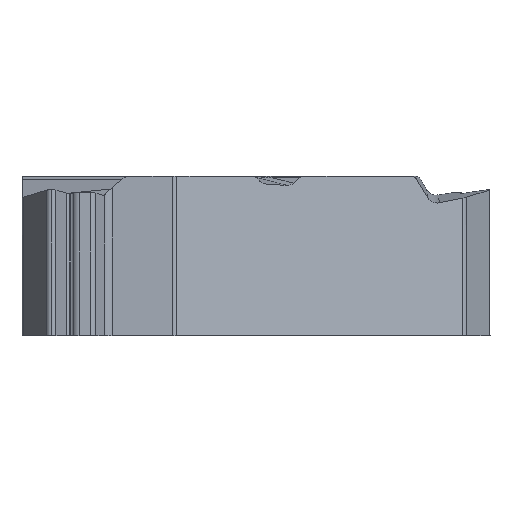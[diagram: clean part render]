
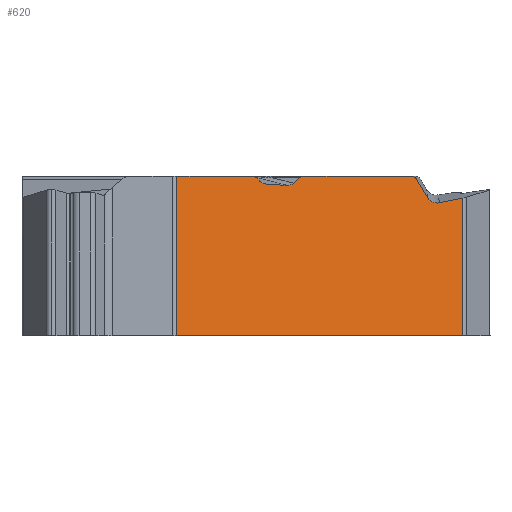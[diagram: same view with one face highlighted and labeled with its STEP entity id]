
A CAD part, front view. The second image highlights one B-rep face of the part: STEP entity #620.
In plain terms, the highlighted planar face has unit normal (0.5, -0.866, 0).
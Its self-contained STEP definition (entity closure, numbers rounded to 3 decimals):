
#58=PLANE('',#2084);
#112=FACE_OUTER_BOUND('',#787,.T.);
#213=ELLIPSE('',#2078,0.368,0.32);
#214=ELLIPSE('',#2079,0.177,0.15);
#215=ELLIPSE('',#2080,0.167,0.15);
#216=ELLIPSE('',#2081,0.314,0.3);
#217=ELLIPSE('',#2082,0.314,0.3);
#218=ELLIPSE('',#2083,0.15,0.15);
#314=LINE('',#3495,#485);
#315=LINE('',#3499,#486);
#316=LINE('',#3501,#487);
#317=LINE('',#3503,#488);
#318=LINE('',#3507,#489);
#319=LINE('',#3511,#490);
#320=LINE('',#3515,#491);
#321=LINE('',#3519,#492);
#322=LINE('',#3523,#493);
#323=LINE('',#3527,#494);
#485=VECTOR('',#2406,1.);
#486=VECTOR('',#2411,1.);
#487=VECTOR('',#2412,1.);
#488=VECTOR('',#2413,1.);
#489=VECTOR('',#2416,1.);
#490=VECTOR('',#2419,1.);
#491=VECTOR('',#2422,1.);
#492=VECTOR('',#2425,1.);
#493=VECTOR('',#2428,1.);
#494=VECTOR('',#2431,1.);
#620=ADVANCED_FACE('',(#112),#58,.F.);
#787=EDGE_LOOP('',(#991,#992,#993,#994,#995,#996,#997,#998,#999,#1000,#1001,
#1002,#1003,#1004,#1005,#1006));
#991=ORIENTED_EDGE('',*,*,#1743,.F.);
#992=ORIENTED_EDGE('',*,*,#1744,.T.);
#993=ORIENTED_EDGE('',*,*,#1745,.T.);
#994=ORIENTED_EDGE('',*,*,#1746,.T.);
#995=ORIENTED_EDGE('',*,*,#1747,.T.);
#996=ORIENTED_EDGE('',*,*,#1748,.F.);
#997=ORIENTED_EDGE('',*,*,#1749,.F.);
#998=ORIENTED_EDGE('',*,*,#1750,.F.);
#999=ORIENTED_EDGE('',*,*,#1751,.T.);
#1000=ORIENTED_EDGE('',*,*,#1752,.T.);
#1001=ORIENTED_EDGE('',*,*,#1753,.T.);
#1002=ORIENTED_EDGE('',*,*,#1754,.T.);
#1003=ORIENTED_EDGE('',*,*,#1755,.T.);
#1004=ORIENTED_EDGE('',*,*,#1756,.F.);
#1005=ORIENTED_EDGE('',*,*,#1757,.F.);
#1006=ORIENTED_EDGE('',*,*,#1741,.T.);
#1531=VERTEX_POINT('',#3494);
#1532=VERTEX_POINT('',#3496);
#1533=VERTEX_POINT('',#3500);
#1534=VERTEX_POINT('',#3502);
#1535=VERTEX_POINT('',#3504);
#1536=VERTEX_POINT('',#3506);
#1537=VERTEX_POINT('',#3508);
#1538=VERTEX_POINT('',#3510);
#1539=VERTEX_POINT('',#3512);
#1540=VERTEX_POINT('',#3514);
#1541=VERTEX_POINT('',#3516);
#1542=VERTEX_POINT('',#3518);
#1543=VERTEX_POINT('',#3520);
#1544=VERTEX_POINT('',#3522);
#1545=VERTEX_POINT('',#3524);
#1546=VERTEX_POINT('',#3526);
#1741=EDGE_CURVE('',#1532,#1531,#314,.T.);
#1743=EDGE_CURVE('',#1533,#1531,#315,.T.);
#1744=EDGE_CURVE('',#1533,#1534,#316,.T.);
#1745=EDGE_CURVE('',#1534,#1535,#317,.T.);
#1746=EDGE_CURVE('',#1535,#1536,#213,.T.);
#1747=EDGE_CURVE('',#1536,#1537,#318,.T.);
#1748=EDGE_CURVE('',#1538,#1537,#214,.T.);
#1749=EDGE_CURVE('',#1539,#1538,#319,.T.);
#1750=EDGE_CURVE('',#1540,#1539,#215,.T.);
#1751=EDGE_CURVE('',#1540,#1541,#320,.T.);
#1752=EDGE_CURVE('',#1541,#1542,#216,.T.);
#1753=EDGE_CURVE('',#1542,#1543,#321,.T.);
#1754=EDGE_CURVE('',#1543,#1544,#217,.T.);
#1755=EDGE_CURVE('',#1544,#1545,#322,.T.);
#1756=EDGE_CURVE('',#1546,#1545,#218,.T.);
#1757=EDGE_CURVE('',#1532,#1546,#323,.T.);
#2078=AXIS2_PLACEMENT_3D('',#3505,#2414,#2415);
#2079=AXIS2_PLACEMENT_3D('',#3509,#2417,#2418);
#2080=AXIS2_PLACEMENT_3D('',#3513,#2420,#2421);
#2081=AXIS2_PLACEMENT_3D('',#3517,#2423,#2424);
#2082=AXIS2_PLACEMENT_3D('',#3521,#2426,#2427);
#2083=AXIS2_PLACEMENT_3D('',#3525,#2429,#2430);
#2084=AXIS2_PLACEMENT_3D('',#3528,#2432,#2433);
#2406=DIRECTION('',(0.,0.,-1.));
#2411=DIRECTION('',(-0.866,-0.5,0.));
#2412=DIRECTION('',(0.,0.,1.));
#2413=DIRECTION('',(-0.853,-0.492,-0.174));
#2414=DIRECTION('',(-0.5,0.866,0.));
#2415=DIRECTION('',(0.853,0.492,0.174));
#2416=DIRECTION('',(-0.497,-0.287,0.819));
#2417=DIRECTION('',(-0.5,0.866,0.));
#2418=DIRECTION('',(-0.866,-0.5,0.));
#2419=DIRECTION('',(0.866,0.5,0.));
#2420=DIRECTION('',(-0.5,0.866,0.));
#2421=DIRECTION('',(-0.866,-0.5,0.));
#2422=DIRECTION('',(-0.687,-0.397,-0.608));
#2423=DIRECTION('',(-0.5,0.866,0.));
#2424=DIRECTION('',(-0.7,-0.404,0.589));
#2425=DIRECTION('',(-0.865,-0.499,0.049));
#2426=DIRECTION('',(-0.5,0.866,0.));
#2427=DIRECTION('',(-0.7,-0.404,0.589));
#2428=DIRECTION('',(-0.656,-0.378,0.653));
#2429=DIRECTION('',(-0.5,0.866,0.));
#2430=DIRECTION('',(0.866,0.5,0.));
#2431=DIRECTION('',(0.866,0.5,0.));
#2432=DIRECTION('',(-0.5,0.866,0.));
#2433=DIRECTION('',(-0.866,-0.5,0.));
#3494=CARTESIAN_POINT('',(-0.546,-5.814,-3.97));
#3495=CARTESIAN_POINT('',(-0.546,-5.814,0.));
#3496=CARTESIAN_POINT('',(-0.546,-5.814,0.36));
#3499=CARTESIAN_POINT('',(8.733,-0.457,-3.97));
#3500=CARTESIAN_POINT('',(7.244,-1.317,-3.97));
#3501=CARTESIAN_POINT('',(7.244,-1.317,0.));
#3502=CARTESIAN_POINT('',(7.244,-1.317,-0.227));
#3503=CARTESIAN_POINT('',(-3.599,-7.577,-2.434));
#3504=CARTESIAN_POINT('',(6.603,-1.687,-0.357));
#3505=CARTESIAN_POINT('',(6.555,-1.715,-0.042));
#3506=CARTESIAN_POINT('',(6.283,-1.872,-0.22));
#3507=CARTESIAN_POINT('',(2.82,-3.871,5.491));
#3508=CARTESIAN_POINT('',(5.976,-2.049,0.287));
#3509=CARTESIAN_POINT('',(5.844,-2.125,0.21));
#3510=CARTESIAN_POINT('',(5.844,-2.125,0.36));
#3511=CARTESIAN_POINT('',(-3.971,-7.792,0.36));
#3512=CARTESIAN_POINT('',(2.884,-3.834,0.36));
#3513=CARTESIAN_POINT('',(2.884,-3.834,0.21));
#3514=CARTESIAN_POINT('',(2.79,-3.888,0.324));
#3515=CARTESIAN_POINT('',(-1.606,-6.426,-3.565));
#3516=CARTESIAN_POINT('',(2.626,-3.983,0.179));
#3517=CARTESIAN_POINT('',(2.457,-4.081,0.423));
#3518=CARTESIAN_POINT('',(2.455,-4.082,0.118));
#3519=CARTESIAN_POINT('',(8.724,-0.463,-0.233));
#3520=CARTESIAN_POINT('',(1.893,-4.407,0.15));
#3521=CARTESIAN_POINT('',(1.894,-4.406,0.455));
#3522=CARTESIAN_POINT('',(1.723,-4.505,0.229));
#3523=CARTESIAN_POINT('',(5.838,-2.129,-3.873));
#3524=CARTESIAN_POINT('',(1.628,-4.559,0.324));
#3525=CARTESIAN_POINT('',(1.543,-4.608,0.21));
#3526=CARTESIAN_POINT('',(1.543,-4.608,0.36));
#3527=CARTESIAN_POINT('',(8.733,-0.457,0.36));
#3528=CARTESIAN_POINT('',(8.733,-0.457,0.));
